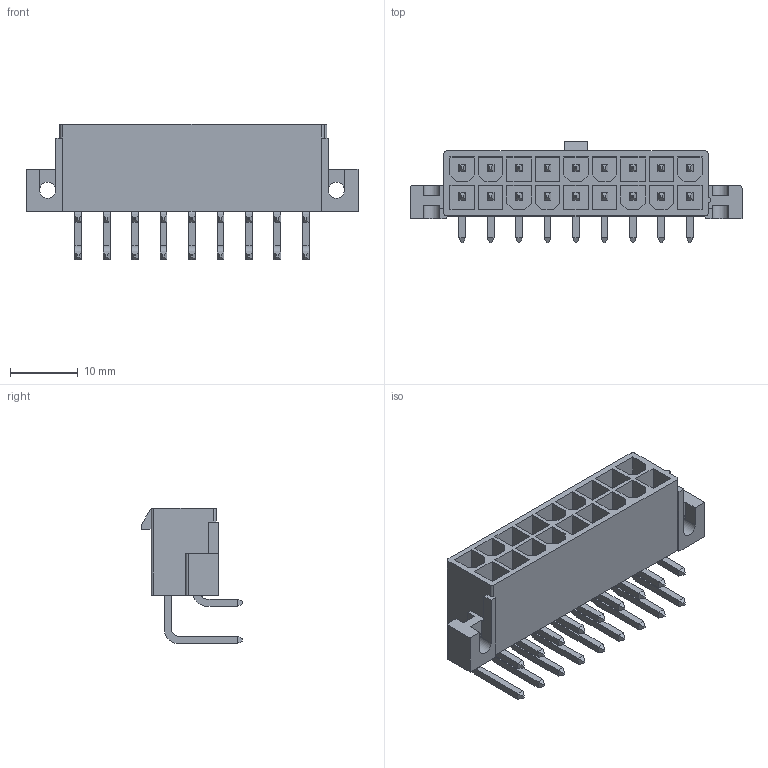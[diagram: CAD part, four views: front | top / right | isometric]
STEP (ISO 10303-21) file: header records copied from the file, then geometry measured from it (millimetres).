
FILE_DESCRIPTION((''),'2;1');
FILE_NAME('039291188','2019-12-25T',('gga'),(''),'PRO/ENGINEER BY PARAMETRIC TECHNOLOGY CORPORATION, 2016010','PRO/ENGINEER BY PARAMETRIC TECHNOLOGY CORPORATION, 2016010','');
FILE_SCHEMA(('CONFIG_CONTROL_DESIGN'));
Length unit declared in the file: millimetre
Products named in the file (1): 039291188
Bounding box: 49 x 14.9 x 19.93 mm (x, y, z)
Volume: 3307.8 mm3; surface area: 5805.5 mm2
Topology: 1 solids, 1 shells, 535 faces, 1335 edges, 854 vertices
Faces by surface type: plane 488, cylinder 47
Entity records: 15518 total; most frequent: CARTESIAN_POINT 2681, ORIENTED_EDGE 2586, DIRECTION 2541, EDGE_CURVE 1293, VECTOR 1201, LINE 1201, VERTEX_POINT 810, AXIS2_PLACEMENT_3D 670
